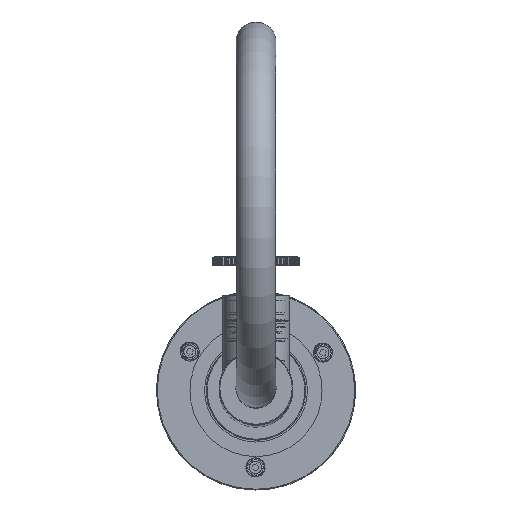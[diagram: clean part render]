
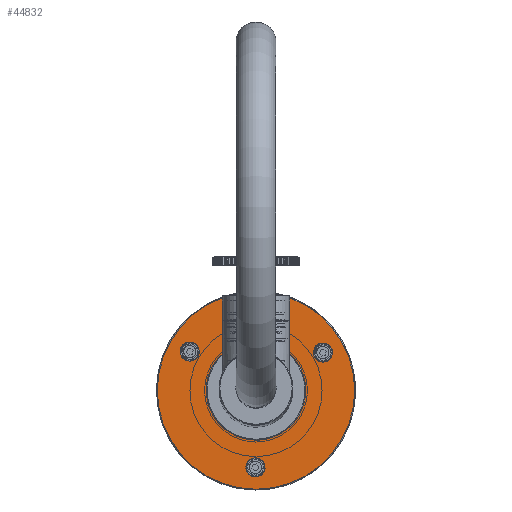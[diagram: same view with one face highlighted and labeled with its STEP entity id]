
A CAD part, top view. The second image highlights one B-rep face of the part: STEP entity #44832.
In plain terms, the highlighted planar face has unit normal (0, 0, 1).
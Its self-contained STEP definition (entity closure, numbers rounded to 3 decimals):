
#8349=PLANE('',#64864);
#10953=ORIENTED_EDGE('',*,*,#23647,.T.);
#10954=ORIENTED_EDGE('',*,*,#23643,.T.);
#10955=ORIENTED_EDGE('',*,*,#23644,.T.);
#10956=ORIENTED_EDGE('',*,*,#23645,.T.);
#10957=ORIENTED_EDGE('',*,*,#23648,.T.);
#23643=EDGE_CURVE('',#30206,#30206,#34384,.F.);
#23644=EDGE_CURVE('',#30207,#30207,#34385,.F.);
#23645=EDGE_CURVE('',#30208,#30208,#34386,.F.);
#23647=EDGE_CURVE('',#30210,#30210,#34388,.T.);
#23648=EDGE_CURVE('',#30211,#30211,#34389,.F.);
#30206=VERTEX_POINT('',#85656);
#30207=VERTEX_POINT('',#85659);
#30208=VERTEX_POINT('',#85662);
#30210=VERTEX_POINT('',#85668);
#30211=VERTEX_POINT('',#85670);
#34384=CIRCLE('',#64857,6.25);
#34385=CIRCLE('',#64859,6.25);
#34386=CIRCLE('',#64861,6.25);
#34388=CIRCLE('',#64865,64.25);
#34389=CIRCLE('',#64866,31.6);
#37570=EDGE_LOOP('',(#10953));
#37571=EDGE_LOOP('',(#10954));
#37572=EDGE_LOOP('',(#10955));
#37573=EDGE_LOOP('',(#10956));
#37574=EDGE_LOOP('',(#10957));
#41316=FACE_BOUND('',#37570,.T.);
#41317=FACE_BOUND('',#37571,.T.);
#41318=FACE_BOUND('',#37572,.T.);
#41319=FACE_BOUND('',#37573,.T.);
#41320=FACE_BOUND('',#37574,.T.);
#44832=ADVANCED_FACE('',(#41316,#41317,#41318,#41319,#41320),#8349,.T.);
#64857=AXIS2_PLACEMENT_3D('',#85655,#71332,#71333);
#64859=AXIS2_PLACEMENT_3D('',#85658,#71336,#71337);
#64861=AXIS2_PLACEMENT_3D('',#85661,#71340,#71341);
#64864=AXIS2_PLACEMENT_3D('',#85666,#71346,#71347);
#64865=AXIS2_PLACEMENT_3D('',#85667,#71348,#71349);
#64866=AXIS2_PLACEMENT_3D('',#85669,#71350,#71351);
#71332=DIRECTION('',(0.,0.,1.));
#71333=DIRECTION('',(0.588,-0.809,0.));
#71336=DIRECTION('',(0.,0.,1.));
#71337=DIRECTION('',(0.809,0.588,0.));
#71340=DIRECTION('',(0.,0.,1.));
#71341=DIRECTION('',(0.809,0.588,0.));
#71346=DIRECTION('',(0.,0.,1.));
#71347=DIRECTION('',(0.112,0.994,0.));
#71348=DIRECTION('',(0.,0.,1.));
#71349=DIRECTION('',(1.,0.,0.));
#71350=DIRECTION('',(0.,0.,1.));
#71351=DIRECTION('',(0.,-1.,0.));
#85655=CARTESIAN_POINT('',(-49.999,0.369,-805.8));
#85656=CARTESIAN_POINT('',(-46.325,-4.687,-805.8));
#85658=CARTESIAN_POINT('',(25.319,43.115,-805.8));
#85659=CARTESIAN_POINT('',(30.376,46.789,-805.8));
#85661=CARTESIAN_POINT('',(24.679,-43.485,-805.8));
#85662=CARTESIAN_POINT('',(29.736,-39.811,-805.8));
#85666=CARTESIAN_POINT('',(57.1,-71.587,-805.8));
#85667=CARTESIAN_POINT('',(0.,0.,-805.8));
#85668=CARTESIAN_POINT('',(64.25,0.,-805.8));
#85669=CARTESIAN_POINT('',(0.,0.,-805.8));
#85670=CARTESIAN_POINT('',(3.535,31.402,-805.8));
